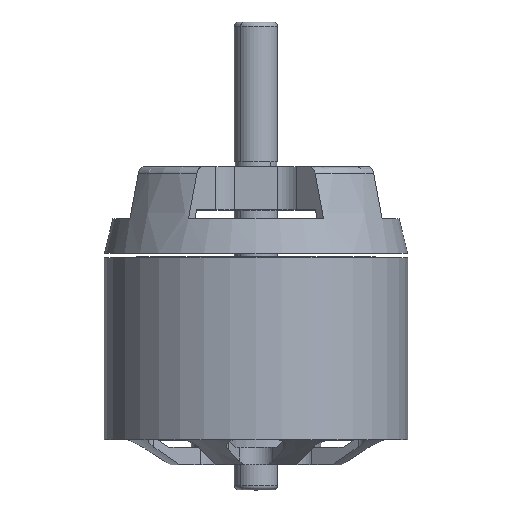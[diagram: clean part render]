
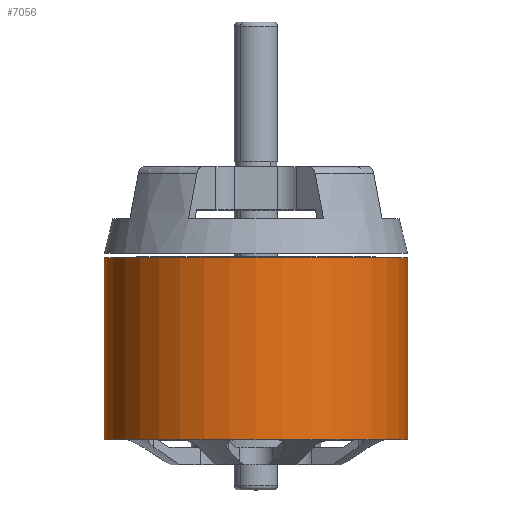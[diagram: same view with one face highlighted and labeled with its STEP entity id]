
A CAD part, top view. The second image highlights one B-rep face of the part: STEP entity #7056.
In plain terms, the highlighted cylindrical face has radius 17.5 mm (diameter 35 mm), a partial arc.
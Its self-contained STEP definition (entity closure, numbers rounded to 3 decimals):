
#123 = DIRECTION ( 'NONE',  ( -1., 0., 0. ) ) ;
#153 = CARTESIAN_POINT ( 'NONE',  ( 17.5, -23.77, 0. ) ) ;
#453 = DIRECTION ( 'NONE',  ( -1., 0., 0. ) ) ;
#530 = VERTEX_POINT ( 'NONE', #153 ) ;
#604 = VERTEX_POINT ( 'NONE', #5829 ) ;
#744 = VECTOR ( 'NONE', #5685, 1000. ) ;
#788 = ORIENTED_EDGE ( 'NONE', *, *, #5030, .F. ) ;
#792 = EDGE_CURVE ( 'NONE', #6417, #6643, #3236, .T. ) ;
#815 = DIRECTION ( 'NONE',  ( 0., 1., 0. ) ) ;
#840 = FACE_OUTER_BOUND ( 'NONE', #6220, .T. ) ;
#1672 = DIRECTION ( 'NONE',  ( 0., 1., 0. ) ) ;
#1832 = EDGE_CURVE ( 'NONE', #530, #6643, #3589, .T. ) ;
#1905 = LINE ( 'NONE', #5805, #744 ) ;
#1945 = CARTESIAN_POINT ( 'NONE',  ( 0., 0., 0. ) ) ;
#2133 = CARTESIAN_POINT ( 'NONE',  ( 0., -23.77, 0. ) ) ;
#2201 = EDGE_CURVE ( 'NONE', #604, #530, #2480, .T. ) ;
#2480 = CIRCLE ( 'NONE', #7104, 17.5 ) ;
#3236 = CIRCLE ( 'NONE', #7347, 17.5 ) ;
#3559 = AXIS2_PLACEMENT_3D ( 'NONE', #1945, #7018, #123 ) ;
#3589 = LINE ( 'NONE', #4911, #6846 ) ;
#4393 = DIRECTION ( 'NONE',  ( 0., 1., 0. ) ) ;
#4735 = DIRECTION ( 'NONE',  ( -1., 0., 0. ) ) ;
#4911 = CARTESIAN_POINT ( 'NONE',  ( 17.5, 0., 0. ) ) ;
#5030 = EDGE_CURVE ( 'NONE', #604, #6417, #1905, .T. ) ;
#5181 = CARTESIAN_POINT ( 'NONE',  ( 17.5, -2.757, 0. ) ) ;
#5531 = ORIENTED_EDGE ( 'NONE', *, *, #1832, .T. ) ;
#5685 = DIRECTION ( 'NONE',  ( 0., 1., 0. ) ) ;
#5717 = CYLINDRICAL_SURFACE ( 'NONE', #3559, 17.5 ) ;
#5805 = CARTESIAN_POINT ( 'NONE',  ( -17.5, 0., 0. ) ) ;
#5829 = CARTESIAN_POINT ( 'NONE',  ( -17.5, -23.77, 0. ) ) ;
#6036 = ORIENTED_EDGE ( 'NONE', *, *, #2201, .T. ) ;
#6220 = EDGE_LOOP ( 'NONE', ( #6036, #5531, #6409, #788 ) ) ;
#6294 = CARTESIAN_POINT ( 'NONE',  ( 0., -2.757, 0. ) ) ;
#6409 = ORIENTED_EDGE ( 'NONE', *, *, #792, .F. ) ;
#6417 = VERTEX_POINT ( 'NONE', #6662 ) ;
#6643 = VERTEX_POINT ( 'NONE', #5181 ) ;
#6662 = CARTESIAN_POINT ( 'NONE',  ( -17.5, -2.757, 0. ) ) ;
#6846 = VECTOR ( 'NONE', #1672, 1000. ) ;
#7018 = DIRECTION ( 'NONE',  ( 0., 1., 0. ) ) ;
#7056 = ADVANCED_FACE ( 'NONE', ( #840 ), #5717, .T. ) ;
#7104 = AXIS2_PLACEMENT_3D ( 'NONE', #2133, #815, #4735 ) ;
#7347 = AXIS2_PLACEMENT_3D ( 'NONE', #6294, #4393, #453 ) ;
